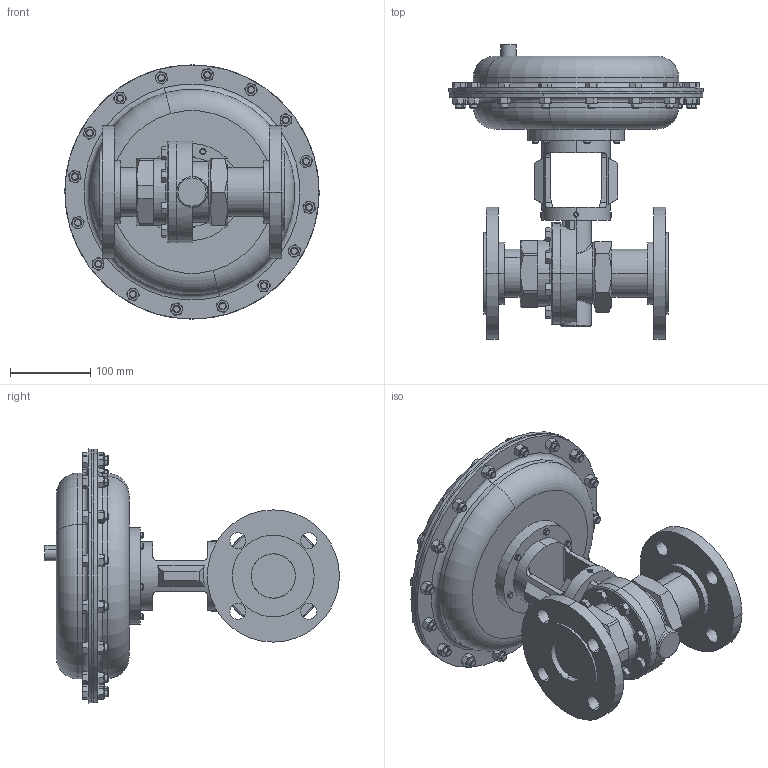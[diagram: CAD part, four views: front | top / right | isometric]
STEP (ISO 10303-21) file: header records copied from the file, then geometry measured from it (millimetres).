
FILE_DESCRIPTION (( 'STEP AP203' ), '1' );
FILE_NAME ('70-200-DI+BR-F6-55M.STEP', '2017-08-31T19:18:10', ( '' ), ( '' ), 'SwSTEP 2.0', 'SolidWorks 2014', '' );
FILE_SCHEMA (( 'CONFIG_CONTROL_DESIGN' ));
Products named in the file (1): 70-200-DI+BR-F6-55M
Bounding box: 317.5 x 368.17 x 317.5 mm (x, y, z)
Volume: 7048897.8 mm3; surface area: 442633.9 mm2
Topology: 1 solids, 1 shells, 1050 faces, 2431 edges, 1478 vertices
Faces by surface type: plane 431, cone 405, cylinder 145, bspline 51, torus 18
Entity records: 45179 total; most frequent: CARTESIAN_POINT 22668, ORIENTED_EDGE 4862, DIRECTION 4283, EDGE_CURVE 2431, AXIS2_PLACEMENT_3D 1725, VERTEX_POINT 1478, EDGE_LOOP 1163, ADVANCED_FACE 1050
